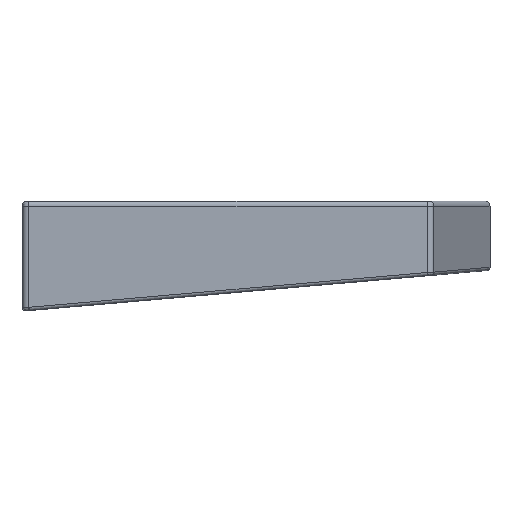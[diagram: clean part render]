
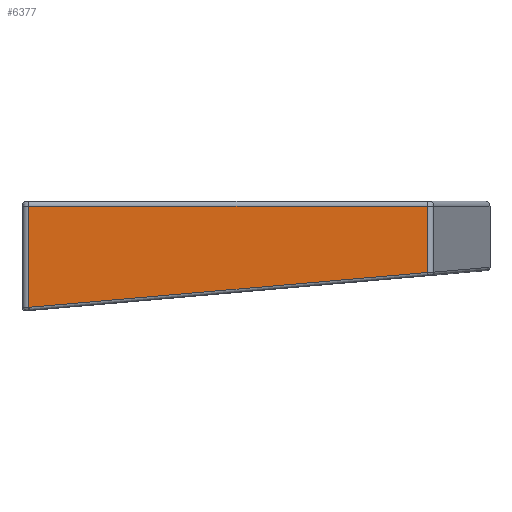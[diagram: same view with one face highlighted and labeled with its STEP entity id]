
A CAD part, left-side view. The second image highlights one B-rep face of the part: STEP entity #6377.
In plain terms, the highlighted planar face has unit normal (-1, 0, 0).
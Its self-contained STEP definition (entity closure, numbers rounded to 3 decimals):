
#369=PLANE('',#6816);
#519=FACE_OUTER_BOUND('',#922,.T.);
#922=EDGE_LOOP('',(#4516,#4517,#4518,#4519));
#1779=LINE('',#9979,#2301);
#1790=LINE('',#10036,#2312);
#1791=LINE('',#10039,#2313);
#1792=LINE('',#10040,#2314);
#2301=VECTOR('',#7738,10.);
#2312=VECTOR('',#7771,10.);
#2313=VECTOR('',#7774,10.);
#2314=VECTOR('',#7775,10.);
#2827=VERTEX_POINT('',#9971);
#2829=VERTEX_POINT('',#9977);
#2839=VERTEX_POINT('',#10034);
#2840=VERTEX_POINT('',#10038);
#3458=EDGE_CURVE('',#2829,#2827,#1779,.T.);
#3475=EDGE_CURVE('',#2839,#2829,#1790,.T.);
#3476=EDGE_CURVE('',#2840,#2839,#1791,.T.);
#3477=EDGE_CURVE('',#2827,#2840,#1792,.T.);
#4516=ORIENTED_EDGE('',*,*,#3458,.F.);
#4517=ORIENTED_EDGE('',*,*,#3475,.F.);
#4518=ORIENTED_EDGE('',*,*,#3476,.F.);
#4519=ORIENTED_EDGE('',*,*,#3477,.F.);
#6377=ADVANCED_FACE('',(#519),#369,.T.);
#6816=AXIS2_PLACEMENT_3D('',#10037,#7772,#7773);
#7738=DIRECTION('',(0.,0.996,-0.087));
#7771=DIRECTION('',(0.,0.,-1.));
#7772=DIRECTION('center_axis',(-1.,0.,0.));
#7773=DIRECTION('ref_axis',(0.,1.,0.));
#7774=DIRECTION('',(0.,-1.,0.));
#7775=DIRECTION('',(0.,0.,1.));
#9971=CARTESIAN_POINT('',(-160.956,-87.693,-32.245));
#9977=CARTESIAN_POINT('',(-160.956,-208.693,-21.659));
#9979=CARTESIAN_POINT('',(-160.956,-149.082,-26.874));
#10034=CARTESIAN_POINT('',(-160.956,-208.693,-1.5));
#10036=CARTESIAN_POINT('',(-160.956,-208.693,0.));
#10037=CARTESIAN_POINT('Origin',(-160.956,-210.693,0.));
#10038=CARTESIAN_POINT('',(-160.956,-87.693,-1.5));
#10039=CARTESIAN_POINT('',(-160.956,-183.693,-1.5));
#10040=CARTESIAN_POINT('',(-160.956,-87.693,0.));
